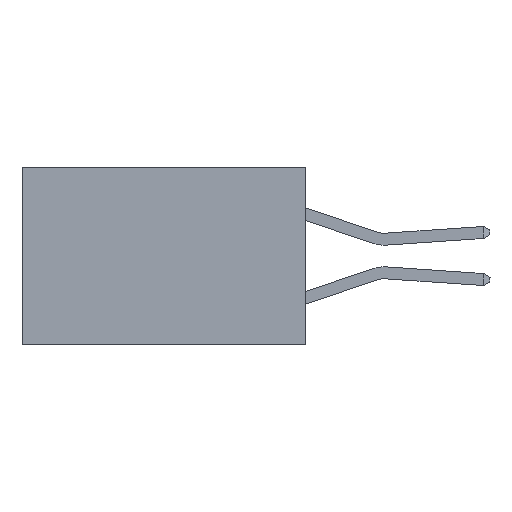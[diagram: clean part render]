
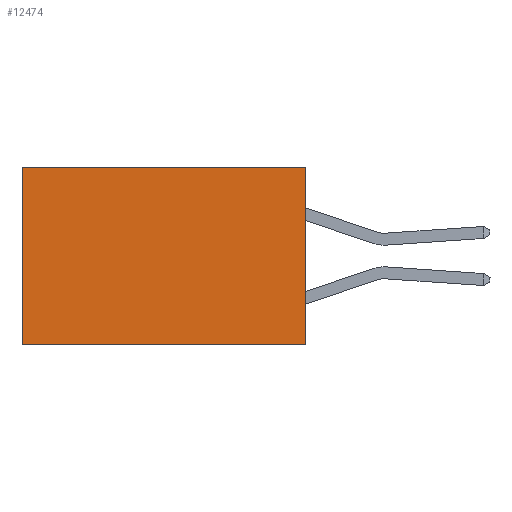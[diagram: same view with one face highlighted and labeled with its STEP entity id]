
A CAD part, left-side view. The second image highlights one B-rep face of the part: STEP entity #12474.
In plain terms, the highlighted planar face has unit normal (-1, 0, 0).
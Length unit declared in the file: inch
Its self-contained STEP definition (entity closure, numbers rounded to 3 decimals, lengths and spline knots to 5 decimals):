
#1293 = VERTEX_POINT ( 'NONE', #4114 ) ;
#1799 = CARTESIAN_POINT ( 'NONE',  ( 0.277, 0.59, 0. ) ) ;
#1927 = ORIENTED_EDGE ( 'NONE', *, *, #8660, .T. ) ;
#2734 = CARTESIAN_POINT ( 'NONE',  ( 0.277, 0., 0. ) ) ;
#2820 = VERTEX_POINT ( 'NONE', #1799 ) ;
#3358 = AXIS2_PLACEMENT_3D ( 'NONE', #10225, #19480, #10288 ) ;
#4013 = CARTESIAN_POINT ( 'NONE',  ( 0.277, 0., -0.37 ) ) ;
#4114 = CARTESIAN_POINT ( 'NONE',  ( 0.277, 0.59, -0.37 ) ) ;
#4468 = DIRECTION ( 'NONE',  ( 0., 1., 0. ) ) ;
#4479 = VECTOR ( 'NONE', #4468, 39.37008 ) ;
#5633 = DIRECTION ( 'NONE',  ( 0., 1., 0. ) ) ;
#5803 = CARTESIAN_POINT ( 'NONE',  ( 0.277, 0., -0.37 ) ) ;
#6393 = VERTEX_POINT ( 'NONE', #7602 ) ;
#6690 = VECTOR ( 'NONE', #5633, 39.37008 ) ;
#7302 = EDGE_LOOP ( 'NONE', ( #1927, #19713, #17239, #15293 ) ) ;
#7602 = CARTESIAN_POINT ( 'NONE',  ( 0.277, 0., 0. ) ) ;
#8660 = EDGE_CURVE ( 'NONE', #2820, #1293, #14447, .T. ) ;
#8751 = LINE ( 'NONE', #2734, #4479 ) ;
#10101 = EDGE_CURVE ( 'NONE', #6393, #2820, #8751, .T. ) ;
#10225 = CARTESIAN_POINT ( 'NONE',  ( 0.277, 0., -0.37 ) ) ;
#10288 = DIRECTION ( 'NONE',  ( 0., 0., -1. ) ) ;
#11329 = VECTOR ( 'NONE', #11340, 39.37008 ) ;
#11340 = DIRECTION ( 'NONE',  ( 0., 0., -1. ) ) ;
#11439 = CARTESIAN_POINT ( 'NONE',  ( 0.277, 0.59, -0.37 ) ) ;
#12474 = ADVANCED_FACE ( 'NONE', ( #16483 ), #14827, .F. ) ;
#12568 = EDGE_CURVE ( 'NONE', #16215, #1293, #15055, .T. ) ;
#12614 = VECTOR ( 'NONE', #16563, 39.37008 ) ;
#14447 = LINE ( 'NONE', #11439, #11329 ) ;
#14827 = PLANE ( 'NONE',  #3358 ) ;
#15055 = LINE ( 'NONE', #15085, #6690 ) ;
#15085 = CARTESIAN_POINT ( 'NONE',  ( 0.277, 0., -0.37 ) ) ;
#15293 = ORIENTED_EDGE ( 'NONE', *, *, #10101, .T. ) ;
#16215 = VERTEX_POINT ( 'NONE', #5803 ) ;
#16483 = FACE_OUTER_BOUND ( 'NONE', #7302, .T. ) ;
#16563 = DIRECTION ( 'NONE',  ( 0., 0., -1. ) ) ;
#16855 = LINE ( 'NONE', #4013, #12614 ) ;
#17239 = ORIENTED_EDGE ( 'NONE', *, *, #20145, .F. ) ;
#19480 = DIRECTION ( 'NONE',  ( 1., 0., 0. ) ) ;
#19713 = ORIENTED_EDGE ( 'NONE', *, *, #12568, .F. ) ;
#20145 = EDGE_CURVE ( 'NONE', #6393, #16215, #16855, .T. ) ;
